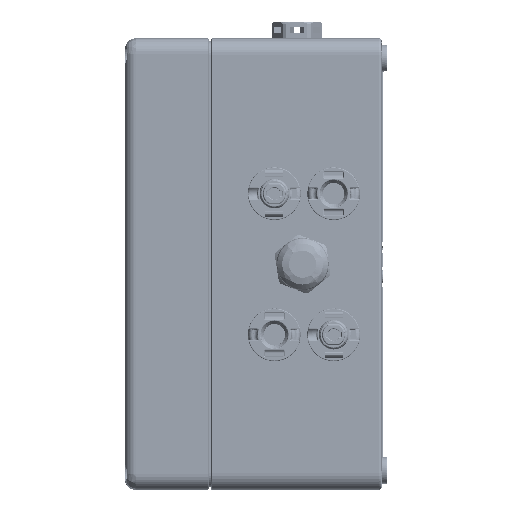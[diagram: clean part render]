
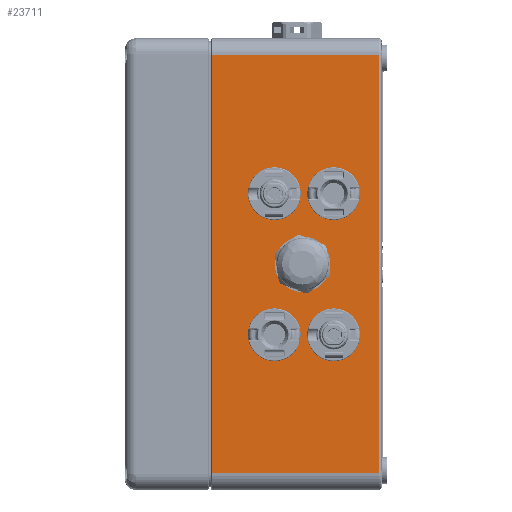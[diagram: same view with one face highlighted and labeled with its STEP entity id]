
A CAD part, left-side view. The second image highlights one B-rep face of the part: STEP entity #23711.
In plain terms, the highlighted face is planar.
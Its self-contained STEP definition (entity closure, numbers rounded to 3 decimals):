
#6667=DIRECTION('',(1.,0.,0.));
#6668=VECTOR('',#6667,148.);
#6669=CARTESIAN_POINT('',(-74.,60.,-60.));
#6670=LINE('',#6669,#6668);
#6671=DIRECTION('',(0.,-1.,0.));
#6672=VECTOR('',#6671,59.);
#6673=CARTESIAN_POINT('',(-74.,60.,-60.));
#6674=LINE('',#6673,#6672);
#6675=DIRECTION('',(1.,0.,0.));
#6676=VECTOR('',#6675,148.);
#6677=CARTESIAN_POINT('',(-74.,1.,-60.));
#6678=LINE('',#6677,#6676);
#6679=DIRECTION('',(0.,-1.,0.));
#6680=VECTOR('',#6679,59.);
#6681=CARTESIAN_POINT('',(74.,60.,-60.));
#6682=LINE('',#6681,#6680);
#6683=CARTESIAN_POINT('',(0.,28.,-60.));
#6684=DIRECTION('',(0.,0.,1.));
#6685=DIRECTION('',(-1.,0.,0.));
#6686=AXIS2_PLACEMENT_3D('',#6683,#6684,#6685);
#6688=CARTESIAN_POINT('',(0.,28.,-60.));
#6689=DIRECTION('',(0.,0.,1.));
#6690=DIRECTION('',(1.,0.,0.));
#6691=AXIS2_PLACEMENT_3D('',#6688,#6689,#6690);
#6693=CARTESIAN_POINT('',(-27.952,33.3,-60.));
#6694=DIRECTION('',(0.,0.,1.));
#6695=DIRECTION('',(-0.532,-0.847,0.));
#6696=AXIS2_PLACEMENT_3D('',#6693,#6694,#6695);
#6698=CARTESIAN_POINT('',(-25.,38.,-60.));
#6699=DIRECTION('',(0.,0.,1.));
#6700=DIRECTION('',(0.532,-0.847,0.));
#6701=AXIS2_PLACEMENT_3D('',#6698,#6699,#6700);
#6703=CARTESIAN_POINT('',(-22.048,33.3,-60.));
#6704=DIRECTION('',(0.,0.,1.));
#6705=DIRECTION('',(0.,-1.,0.));
#6706=AXIS2_PLACEMENT_3D('',#6703,#6704,#6705);
#6708=DIRECTION('',(1.,0.,0.));
#6709=VECTOR('',#6708,5.903);
#6710=CARTESIAN_POINT('',(-27.952,32.3,-60.));
#6711=LINE('',#6710,#6709);
#6712=CARTESIAN_POINT('',(-27.952,12.3,-60.));
#6713=DIRECTION('',(0.,0.,1.));
#6714=DIRECTION('',(-0.532,-0.847,0.));
#6715=AXIS2_PLACEMENT_3D('',#6712,#6713,#6714);
#6717=CARTESIAN_POINT('',(-25.,17.,-60.));
#6718=DIRECTION('',(0.,0.,1.));
#6719=DIRECTION('',(0.532,-0.847,0.));
#6720=AXIS2_PLACEMENT_3D('',#6717,#6718,#6719);
#6722=CARTESIAN_POINT('',(-22.048,12.3,-60.));
#6723=DIRECTION('',(0.,0.,1.));
#6724=DIRECTION('',(0.,-1.,0.));
#6725=AXIS2_PLACEMENT_3D('',#6722,#6723,#6724);
#6727=DIRECTION('',(1.,0.,0.));
#6728=VECTOR('',#6727,5.903);
#6729=CARTESIAN_POINT('',(-27.952,11.3,-60.));
#6730=LINE('',#6729,#6728);
#6731=CARTESIAN_POINT('',(22.048,33.3,-60.));
#6732=DIRECTION('',(0.,0.,1.));
#6733=DIRECTION('',(-0.532,-0.847,0.));
#6734=AXIS2_PLACEMENT_3D('',#6731,#6732,#6733);
#6736=CARTESIAN_POINT('',(25.,38.,-60.));
#6737=DIRECTION('',(0.,0.,1.));
#6738=DIRECTION('',(0.532,-0.847,0.));
#6739=AXIS2_PLACEMENT_3D('',#6736,#6737,#6738);
#6741=CARTESIAN_POINT('',(27.952,33.3,-60.));
#6742=DIRECTION('',(0.,0.,1.));
#6743=DIRECTION('',(0.,-1.,0.));
#6744=AXIS2_PLACEMENT_3D('',#6741,#6742,#6743);
#6746=DIRECTION('',(1.,0.,0.));
#6747=VECTOR('',#6746,5.903);
#6748=CARTESIAN_POINT('',(22.048,32.3,-60.));
#6749=LINE('',#6748,#6747);
#6750=CARTESIAN_POINT('',(22.048,12.3,-60.));
#6751=DIRECTION('',(0.,0.,1.));
#6752=DIRECTION('',(-0.532,-0.847,0.));
#6753=AXIS2_PLACEMENT_3D('',#6750,#6751,#6752);
#6755=CARTESIAN_POINT('',(25.,17.,-60.));
#6756=DIRECTION('',(0.,0.,1.));
#6757=DIRECTION('',(0.532,-0.847,0.));
#6758=AXIS2_PLACEMENT_3D('',#6755,#6756,#6757);
#6760=CARTESIAN_POINT('',(27.952,12.3,-60.));
#6761=DIRECTION('',(0.,0.,1.));
#6762=DIRECTION('',(0.,-1.,0.));
#6763=AXIS2_PLACEMENT_3D('',#6760,#6761,#6762);
#6765=DIRECTION('',(1.,0.,0.));
#6766=VECTOR('',#6765,5.903);
#6767=CARTESIAN_POINT('',(22.048,11.3,-60.));
#6768=LINE('',#6767,#6766);
#12287=CARTESIAN_POINT('',(-74.,1.,-60.));
#12288=VERTEX_POINT('',#12287);
#12289=CARTESIAN_POINT('',(74.,1.,-60.));
#12290=VERTEX_POINT('',#12289);
#14482=CARTESIAN_POINT('',(-74.,60.,-60.));
#14483=VERTEX_POINT('',#14482);
#14486=CARTESIAN_POINT('',(74.,60.,-60.));
#14487=VERTEX_POINT('',#14486);
#14606=CARTESIAN_POINT('',(-7.85,28.,-60.));
#14607=CARTESIAN_POINT('',(7.85,28.,-60.));
#14608=VERTEX_POINT('',#14606);
#14609=VERTEX_POINT('',#14607);
#14898=CARTESIAN_POINT('',(-28.484,32.453,-60.));
#14899=CARTESIAN_POINT('',(-27.952,32.3,-60.));
#14900=VERTEX_POINT('',#14898);
#14901=VERTEX_POINT('',#14899);
#14906=CARTESIAN_POINT('',(-22.048,32.3,-60.));
#14907=VERTEX_POINT('',#14906);
#14910=CARTESIAN_POINT('',(-21.516,32.453,-60.));
#14911=VERTEX_POINT('',#14910);
#14914=CARTESIAN_POINT('',(-28.484,11.453,-60.));
#14915=CARTESIAN_POINT('',(-27.952,11.3,-60.));
#14916=VERTEX_POINT('',#14914);
#14917=VERTEX_POINT('',#14915);
#14922=CARTESIAN_POINT('',(-22.048,11.3,-60.));
#14923=VERTEX_POINT('',#14922);
#14926=CARTESIAN_POINT('',(-21.516,11.453,-60.));
#14927=VERTEX_POINT('',#14926);
#14930=CARTESIAN_POINT('',(21.516,32.453,-60.));
#14931=CARTESIAN_POINT('',(22.048,32.3,-60.));
#14932=VERTEX_POINT('',#14930);
#14933=VERTEX_POINT('',#14931);
#14938=CARTESIAN_POINT('',(27.952,32.3,-60.));
#14939=VERTEX_POINT('',#14938);
#14942=CARTESIAN_POINT('',(28.484,32.453,-60.));
#14943=VERTEX_POINT('',#14942);
#14946=CARTESIAN_POINT('',(21.516,11.453,-60.));
#14947=CARTESIAN_POINT('',(22.048,11.3,-60.));
#14948=VERTEX_POINT('',#14946);
#14949=VERTEX_POINT('',#14947);
#14954=CARTESIAN_POINT('',(27.952,11.3,-60.));
#14955=VERTEX_POINT('',#14954);
#14958=CARTESIAN_POINT('',(28.484,11.453,-60.));
#14959=VERTEX_POINT('',#14958);
#23652=CARTESIAN_POINT('',(80.,0.,-60.));
#23653=DIRECTION('',(0.,0.,-1.));
#23654=DIRECTION('',(-1.,0.,0.));
#23655=AXIS2_PLACEMENT_3D('',#23652,#23653,#23654);
#23656=PLANE('',#23655);
#23658=ORIENTED_EDGE('',*,*,#23657,.F.);
#23659=ORIENTED_EDGE('',*,*,#23592,.T.);
#23660=ORIENTED_EDGE('',*,*,#22576,.T.);
#23662=ORIENTED_EDGE('',*,*,#23661,.F.);
#23663=EDGE_LOOP('',(#23658,#23659,#23660,#23662));
#23664=FACE_OUTER_BOUND('',#23663,.F.);
#23666=ORIENTED_EDGE('',*,*,#23665,.F.);
#23668=ORIENTED_EDGE('',*,*,#23667,.F.);
#23669=EDGE_LOOP('',(#23666,#23668));
#23670=FACE_BOUND('',#23669,.F.);
#23672=ORIENTED_EDGE('',*,*,#23671,.F.);
#23674=ORIENTED_EDGE('',*,*,#23673,.F.);
#23676=ORIENTED_EDGE('',*,*,#23675,.F.);
#23678=ORIENTED_EDGE('',*,*,#23677,.F.);
#23679=EDGE_LOOP('',(#23672,#23674,#23676,#23678));
#23680=FACE_BOUND('',#23679,.F.);
#23682=ORIENTED_EDGE('',*,*,#23681,.F.);
#23684=ORIENTED_EDGE('',*,*,#23683,.F.);
#23686=ORIENTED_EDGE('',*,*,#23685,.F.);
#23688=ORIENTED_EDGE('',*,*,#23687,.F.);
#23689=EDGE_LOOP('',(#23682,#23684,#23686,#23688));
#23690=FACE_BOUND('',#23689,.F.);
#23692=ORIENTED_EDGE('',*,*,#23691,.F.);
#23694=ORIENTED_EDGE('',*,*,#23693,.F.);
#23696=ORIENTED_EDGE('',*,*,#23695,.F.);
#23698=ORIENTED_EDGE('',*,*,#23697,.F.);
#23699=EDGE_LOOP('',(#23692,#23694,#23696,#23698));
#23700=FACE_BOUND('',#23699,.F.);
#23702=ORIENTED_EDGE('',*,*,#23701,.F.);
#23704=ORIENTED_EDGE('',*,*,#23703,.F.);
#23706=ORIENTED_EDGE('',*,*,#23705,.F.);
#23708=ORIENTED_EDGE('',*,*,#23707,.F.);
#23709=EDGE_LOOP('',(#23702,#23704,#23706,#23708));
#23710=FACE_BOUND('',#23709,.F.);
#6687=CIRCLE('',#6686,7.85);
#6692=CIRCLE('',#6691,7.85);
#6697=CIRCLE('',#6696,1.);
#6702=CIRCLE('',#6701,6.55);
#6707=CIRCLE('',#6706,1.);
#6716=CIRCLE('',#6715,1.);
#6721=CIRCLE('',#6720,6.55);
#6726=CIRCLE('',#6725,1.);
#6735=CIRCLE('',#6734,1.);
#6740=CIRCLE('',#6739,6.55);
#6745=CIRCLE('',#6744,1.);
#6754=CIRCLE('',#6753,1.);
#6759=CIRCLE('',#6758,6.55);
#6764=CIRCLE('',#6763,1.);
#22576=EDGE_CURVE('',#12288,#12290,#6678,.T.);
#23592=EDGE_CURVE('',#14483,#12288,#6674,.T.);
#23657=EDGE_CURVE('',#14483,#14487,#6670,.T.);
#23661=EDGE_CURVE('',#14487,#12290,#6682,.T.);
#23665=EDGE_CURVE('',#14608,#14609,#6687,.T.);
#23667=EDGE_CURVE('',#14609,#14608,#6692,.T.);
#23671=EDGE_CURVE('',#14900,#14901,#6697,.T.);
#23673=EDGE_CURVE('',#14911,#14900,#6702,.T.);
#23675=EDGE_CURVE('',#14907,#14911,#6707,.T.);
#23677=EDGE_CURVE('',#14901,#14907,#6711,.T.);
#23681=EDGE_CURVE('',#14916,#14917,#6716,.T.);
#23683=EDGE_CURVE('',#14927,#14916,#6721,.T.);
#23685=EDGE_CURVE('',#14923,#14927,#6726,.T.);
#23687=EDGE_CURVE('',#14917,#14923,#6730,.T.);
#23691=EDGE_CURVE('',#14932,#14933,#6735,.T.);
#23693=EDGE_CURVE('',#14943,#14932,#6740,.T.);
#23695=EDGE_CURVE('',#14939,#14943,#6745,.T.);
#23697=EDGE_CURVE('',#14933,#14939,#6749,.T.);
#23701=EDGE_CURVE('',#14948,#14949,#6754,.T.);
#23703=EDGE_CURVE('',#14959,#14948,#6759,.T.);
#23705=EDGE_CURVE('',#14955,#14959,#6764,.T.);
#23707=EDGE_CURVE('',#14949,#14955,#6768,.T.);
#23711=ADVANCED_FACE('',(#23664,#23670,#23680,#23690,#23700,#23710),#23656,.T.);
